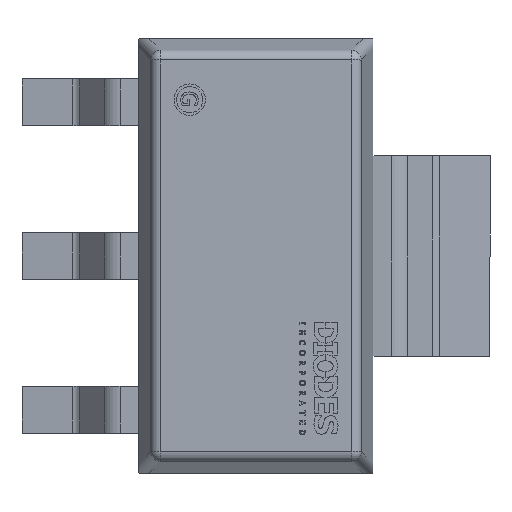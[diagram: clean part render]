
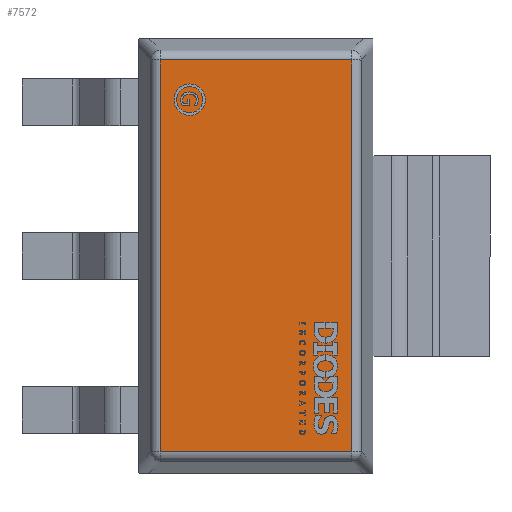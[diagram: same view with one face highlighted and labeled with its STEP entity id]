
A CAD part, top view. The second image highlights one B-rep face of the part: STEP entity #7572.
In plain terms, the highlighted face is planar.
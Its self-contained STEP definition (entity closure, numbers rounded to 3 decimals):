
#722=FACE_OUTER_BOUND('',#1156,.T.);
#1156=EDGE_LOOP('',(#5425,#5426,#5427,#5428));
#1726=LINE('',#10334,#2507);
#1730=LINE('',#10353,#2511);
#1732=LINE('',#10356,#2513);
#1734=LINE('',#10359,#2515);
#2507=VECTOR('',#8774,2.86);
#2511=VECTOR('',#8798,5.86);
#2513=VECTOR('',#8802,2.86);
#2515=VECTOR('',#8806,5.86);
#3284=VERTEX_POINT('',#10322);
#3287=VERTEX_POINT('',#10329);
#3289=VERTEX_POINT('',#10337);
#3292=VERTEX_POINT('',#10348);
#4092=EDGE_CURVE('',#3284,#3287,#1726,.T.);
#4102=EDGE_CURVE('',#3287,#3292,#1730,.T.);
#4104=EDGE_CURVE('',#3292,#3289,#1732,.T.);
#4106=EDGE_CURVE('',#3289,#3284,#1734,.T.);
#5425=ORIENTED_EDGE('',*,*,#4092,.F.);
#5426=ORIENTED_EDGE('',*,*,#4106,.F.);
#5427=ORIENTED_EDGE('',*,*,#4104,.F.);
#5428=ORIENTED_EDGE('',*,*,#4102,.F.);
#7276=PLANE('',#8111);
#7572=ADVANCED_FACE('',(#722),#7276,.T.);
#8111=AXIS2_PLACEMENT_3D('',#10370,#8820,#8821);
#8774=DIRECTION('',(-1.,0.,0.));
#8798=DIRECTION('',(0.,0.,-1.));
#8802=DIRECTION('',(1.,0.,0.));
#8806=DIRECTION('',(0.,0.,1.));
#8820=DIRECTION('center_axis',(0.,1.,0.));
#8821=DIRECTION('ref_axis',(0.,0.,1.));
#10322=CARTESIAN_POINT('',(1.43,0.94,2.93));
#10329=CARTESIAN_POINT('',(-1.43,0.94,2.93));
#10334=CARTESIAN_POINT('',(-0.438,0.94,2.93));
#10337=CARTESIAN_POINT('',(1.43,0.94,-2.93));
#10348=CARTESIAN_POINT('',(-1.43,0.94,-2.93));
#10353=CARTESIAN_POINT('',(-1.43,0.94,0.813));
#10356=CARTESIAN_POINT('',(0.438,0.94,-2.93));
#10359=CARTESIAN_POINT('',(1.43,0.94,0.663));
#10370=CARTESIAN_POINT('Origin',(0.,0.94,0.));
